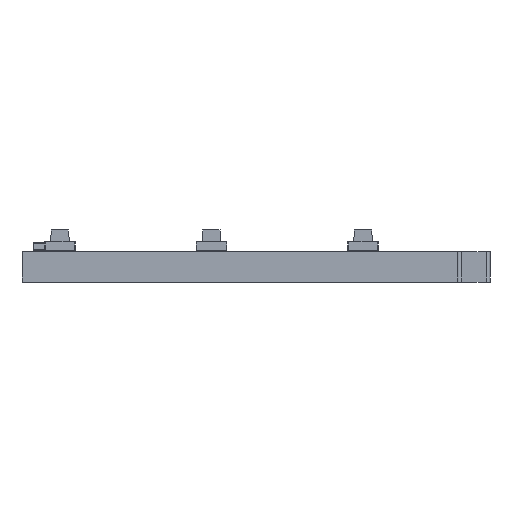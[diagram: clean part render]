
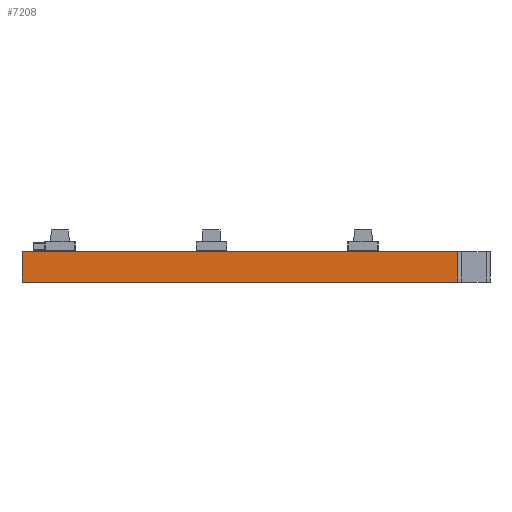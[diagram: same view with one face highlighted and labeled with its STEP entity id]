
A CAD part, left-side view. The second image highlights one B-rep face of the part: STEP entity #7208.
In plain terms, the highlighted planar face has unit normal (-1, 0, 0).
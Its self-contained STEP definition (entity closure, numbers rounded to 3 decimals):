
#7025 = PLANE('',#7026);
#7026 = AXIS2_PLACEMENT_3D('',#7027,#7028,#7029);
#7027 = CARTESIAN_POINT('',(-9.8,-10.65,0.));
#7028 = DIRECTION('',(0.,-1.,0.));
#7029 = DIRECTION('',(-1.,0.,0.));
#7050 = VERTEX_POINT('',#7051);
#7051 = CARTESIAN_POINT('',(-12.,-10.65,1.6));
#7065 = PLANE('',#7066);
#7066 = AXIS2_PLACEMENT_3D('',#7067,#7068,#7069);
#7067 = CARTESIAN_POINT('',(-9.8,-10.65,1.6));
#7068 = DIRECTION('',(0.,0.,1.));
#7069 = DIRECTION('',(1.,0.,-0.));
#7077 = EDGE_CURVE('',#7078,#7050,#7080,.T.);
#7078 = VERTEX_POINT('',#7079);
#7079 = CARTESIAN_POINT('',(-12.,-10.65,0.));
#7080 = SURFACE_CURVE('',#7081,(#7085,#7092),.PCURVE_S1.);
#7081 = LINE('',#7082,#7083);
#7082 = CARTESIAN_POINT('',(-12.,-10.65,0.));
#7083 = VECTOR('',#7084,1.);
#7084 = DIRECTION('',(0.,0.,1.));
#7085 = PCURVE('',#7025,#7086);
#7086 = DEFINITIONAL_REPRESENTATION('',(#7087),#7091);
#7087 = LINE('',#7088,#7089);
#7088 = CARTESIAN_POINT('',(2.2,0.));
#7089 = VECTOR('',#7090,1.);
#7090 = DIRECTION('',(0.,-1.));
#7091 = ( GEOMETRIC_REPRESENTATION_CONTEXT(2) 
PARAMETRIC_REPRESENTATION_CONTEXT() REPRESENTATION_CONTEXT('2D SPACE',''
  ) );
#7092 = PCURVE('',#7093,#7098);
#7093 = PLANE('',#7094);
#7094 = AXIS2_PLACEMENT_3D('',#7095,#7096,#7097);
#7095 = CARTESIAN_POINT('',(-12.,-10.65,0.));
#7096 = DIRECTION('',(-1.,0.,0.));
#7097 = DIRECTION('',(0.,1.,0.));
#7098 = DEFINITIONAL_REPRESENTATION('',(#7099),#7103);
#7099 = LINE('',#7100,#7101);
#7100 = CARTESIAN_POINT('',(0.,0.));
#7101 = VECTOR('',#7102,1.);
#7102 = DIRECTION('',(0.,-1.));
#7103 = ( GEOMETRIC_REPRESENTATION_CONTEXT(2) 
PARAMETRIC_REPRESENTATION_CONTEXT() REPRESENTATION_CONTEXT('2D SPACE',''
  ) );
#7119 = PLANE('',#7120);
#7120 = AXIS2_PLACEMENT_3D('',#7121,#7122,#7123);
#7121 = CARTESIAN_POINT('',(-9.8,-10.65,0.));
#7122 = DIRECTION('',(0.,0.,1.));
#7123 = DIRECTION('',(1.,0.,-0.));
#7208 = ADVANCED_FACE('',(#7209),#7093,.T.);
#7209 = FACE_BOUND('',#7210,.T.);
#7210 = EDGE_LOOP('',(#7211,#7212,#7235,#7263));
#7211 = ORIENTED_EDGE('',*,*,#7077,.T.);
#7212 = ORIENTED_EDGE('',*,*,#7213,.T.);
#7213 = EDGE_CURVE('',#7050,#7214,#7216,.T.);
#7214 = VERTEX_POINT('',#7215);
#7215 = CARTESIAN_POINT('',(-12.,12.35,1.6));
#7216 = SURFACE_CURVE('',#7217,(#7221,#7228),.PCURVE_S1.);
#7217 = LINE('',#7218,#7219);
#7218 = CARTESIAN_POINT('',(-12.,-10.65,1.6));
#7219 = VECTOR('',#7220,1.);
#7220 = DIRECTION('',(0.,1.,0.));
#7221 = PCURVE('',#7093,#7222);
#7222 = DEFINITIONAL_REPRESENTATION('',(#7223),#7227);
#7223 = LINE('',#7224,#7225);
#7224 = CARTESIAN_POINT('',(0.,-1.6));
#7225 = VECTOR('',#7226,1.);
#7226 = DIRECTION('',(1.,0.));
#7227 = ( GEOMETRIC_REPRESENTATION_CONTEXT(2) 
PARAMETRIC_REPRESENTATION_CONTEXT() REPRESENTATION_CONTEXT('2D SPACE',''
  ) );
#7228 = PCURVE('',#7065,#7229);
#7229 = DEFINITIONAL_REPRESENTATION('',(#7230),#7234);
#7230 = LINE('',#7231,#7232);
#7231 = CARTESIAN_POINT('',(-2.2,0.));
#7232 = VECTOR('',#7233,1.);
#7233 = DIRECTION('',(0.,1.));
#7234 = ( GEOMETRIC_REPRESENTATION_CONTEXT(2) 
PARAMETRIC_REPRESENTATION_CONTEXT() REPRESENTATION_CONTEXT('2D SPACE',''
  ) );
#7235 = ORIENTED_EDGE('',*,*,#7236,.F.);
#7236 = EDGE_CURVE('',#7237,#7214,#7239,.T.);
#7237 = VERTEX_POINT('',#7238);
#7238 = CARTESIAN_POINT('',(-12.,12.35,0.));
#7239 = SURFACE_CURVE('',#7240,(#7244,#7251),.PCURVE_S1.);
#7240 = LINE('',#7241,#7242);
#7241 = CARTESIAN_POINT('',(-12.,12.35,0.));
#7242 = VECTOR('',#7243,1.);
#7243 = DIRECTION('',(0.,0.,1.));
#7244 = PCURVE('',#7093,#7245);
#7245 = DEFINITIONAL_REPRESENTATION('',(#7246),#7250);
#7246 = LINE('',#7247,#7248);
#7247 = CARTESIAN_POINT('',(23.,0.));
#7248 = VECTOR('',#7249,1.);
#7249 = DIRECTION('',(0.,-1.));
#7250 = ( GEOMETRIC_REPRESENTATION_CONTEXT(2) 
PARAMETRIC_REPRESENTATION_CONTEXT() REPRESENTATION_CONTEXT('2D SPACE',''
  ) );
#7251 = PCURVE('',#7252,#7257);
#7252 = PLANE('',#7253);
#7253 = AXIS2_PLACEMENT_3D('',#7254,#7255,#7256);
#7254 = CARTESIAN_POINT('',(-12.,12.35,0.));
#7255 = DIRECTION('',(0.,1.,0.));
#7256 = DIRECTION('',(1.,0.,0.));
#7257 = DEFINITIONAL_REPRESENTATION('',(#7258),#7262);
#7258 = LINE('',#7259,#7260);
#7259 = CARTESIAN_POINT('',(0.,0.));
#7260 = VECTOR('',#7261,1.);
#7261 = DIRECTION('',(0.,-1.));
#7262 = ( GEOMETRIC_REPRESENTATION_CONTEXT(2) 
PARAMETRIC_REPRESENTATION_CONTEXT() REPRESENTATION_CONTEXT('2D SPACE',''
  ) );
#7263 = ORIENTED_EDGE('',*,*,#7264,.F.);
#7264 = EDGE_CURVE('',#7078,#7237,#7265,.T.);
#7265 = SURFACE_CURVE('',#7266,(#7270,#7277),.PCURVE_S1.);
#7266 = LINE('',#7267,#7268);
#7267 = CARTESIAN_POINT('',(-12.,-10.65,0.));
#7268 = VECTOR('',#7269,1.);
#7269 = DIRECTION('',(0.,1.,0.));
#7270 = PCURVE('',#7093,#7271);
#7271 = DEFINITIONAL_REPRESENTATION('',(#7272),#7276);
#7272 = LINE('',#7273,#7274);
#7273 = CARTESIAN_POINT('',(0.,0.));
#7274 = VECTOR('',#7275,1.);
#7275 = DIRECTION('',(1.,0.));
#7276 = ( GEOMETRIC_REPRESENTATION_CONTEXT(2) 
PARAMETRIC_REPRESENTATION_CONTEXT() REPRESENTATION_CONTEXT('2D SPACE',''
  ) );
#7277 = PCURVE('',#7119,#7278);
#7278 = DEFINITIONAL_REPRESENTATION('',(#7279),#7283);
#7279 = LINE('',#7280,#7281);
#7280 = CARTESIAN_POINT('',(-2.2,0.));
#7281 = VECTOR('',#7282,1.);
#7282 = DIRECTION('',(0.,1.));
#7283 = ( GEOMETRIC_REPRESENTATION_CONTEXT(2) 
PARAMETRIC_REPRESENTATION_CONTEXT() REPRESENTATION_CONTEXT('2D SPACE',''
  ) );
